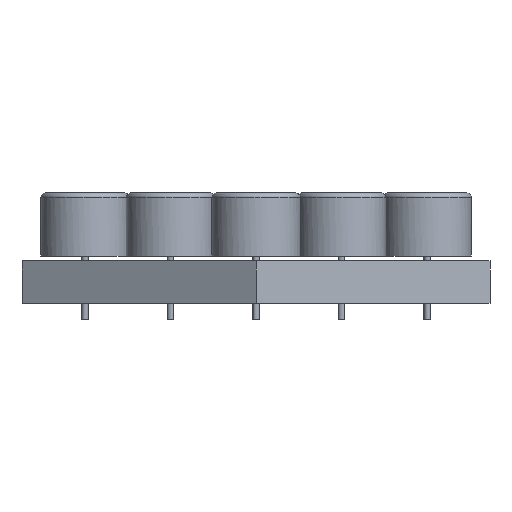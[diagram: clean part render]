
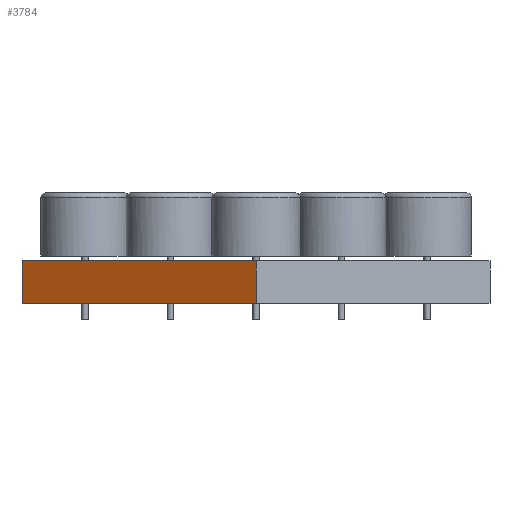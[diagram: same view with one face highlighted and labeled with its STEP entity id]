
A CAD part, front view. The second image highlights one B-rep face of the part: STEP entity #3784.
In plain terms, the highlighted planar face has unit normal (-0.5, -0.866, 0).
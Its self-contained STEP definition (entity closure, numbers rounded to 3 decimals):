
#1052 = PLANE('',#1053);
#1053 = AXIS2_PLACEMENT_3D('',#1054,#1055,#1056);
#1054 = CARTESIAN_POINT('',(140.,-77.,4.69));
#1055 = DIRECTION('',(0.,0.,1.));
#1056 = DIRECTION('',(1.,0.,-0.));
#1080 = PLANE('',#1081);
#1081 = AXIS2_PLACEMENT_3D('',#1082,#1083,#1084);
#1082 = CARTESIAN_POINT('',(114.019,-62.,0.));
#1083 = DIRECTION('',(1.,0.,-0.));
#1084 = DIRECTION('',(0.,-1.,0.));
#1106 = PLANE('',#1107);
#1107 = AXIS2_PLACEMENT_3D('',#1108,#1109,#1110);
#1108 = CARTESIAN_POINT('',(140.,-77.,0.));
#1109 = DIRECTION('',(0.,0.,1.));
#1110 = DIRECTION('',(1.,0.,-0.));
#1199 = VERTEX_POINT('',#1200);
#1200 = CARTESIAN_POINT('',(114.019,-92.,4.69));
#1221 = EDGE_CURVE('',#1222,#1199,#1224,.T.);
#1222 = VERTEX_POINT('',#1223);
#1223 = CARTESIAN_POINT('',(114.019,-92.,0.));
#1224 = SURFACE_CURVE('',#1225,(#1229,#1236),.PCURVE_S1.);
#1225 = LINE('',#1226,#1227);
#1226 = CARTESIAN_POINT('',(114.019,-92.,0.));
#1227 = VECTOR('',#1228,1.);
#1228 = DIRECTION('',(0.,0.,1.));
#1229 = PCURVE('',#1080,#1230);
#1230 = DEFINITIONAL_REPRESENTATION('',(#1231),#1235);
#1231 = LINE('',#1232,#1233);
#1232 = CARTESIAN_POINT('',(30.,0.));
#1233 = VECTOR('',#1234,1.);
#1234 = DIRECTION('',(0.,-1.));
#1235 = ( GEOMETRIC_REPRESENTATION_CONTEXT(2) 
PARAMETRIC_REPRESENTATION_CONTEXT() REPRESENTATION_CONTEXT('2D SPACE',''
  ) );
#1236 = PCURVE('',#1237,#1242);
#1237 = PLANE('',#1238);
#1238 = AXIS2_PLACEMENT_3D('',#1239,#1240,#1241);
#1239 = CARTESIAN_POINT('',(114.019,-92.,0.));
#1240 = DIRECTION('',(0.5,0.866,-0.));
#1241 = DIRECTION('',(0.866,-0.5,0.));
#1242 = DEFINITIONAL_REPRESENTATION('',(#1243),#1247);
#1243 = LINE('',#1244,#1245);
#1244 = CARTESIAN_POINT('',(0.,0.));
#1245 = VECTOR('',#1246,1.);
#1246 = DIRECTION('',(0.,-1.));
#1247 = ( GEOMETRIC_REPRESENTATION_CONTEXT(2) 
PARAMETRIC_REPRESENTATION_CONTEXT() REPRESENTATION_CONTEXT('2D SPACE',''
  ) );
#1275 = EDGE_CURVE('',#1222,#1276,#1278,.T.);
#1276 = VERTEX_POINT('',#1277);
#1277 = CARTESIAN_POINT('',(140.,-107.,0.));
#1278 = SURFACE_CURVE('',#1279,(#1283,#1290),.PCURVE_S1.);
#1279 = LINE('',#1280,#1281);
#1280 = CARTESIAN_POINT('',(114.019,-92.,0.));
#1281 = VECTOR('',#1282,1.);
#1282 = DIRECTION('',(0.866,-0.5,0.));
#1283 = PCURVE('',#1106,#1284);
#1284 = DEFINITIONAL_REPRESENTATION('',(#1285),#1289);
#1285 = LINE('',#1286,#1287);
#1286 = CARTESIAN_POINT('',(-25.981,-15.));
#1287 = VECTOR('',#1288,1.);
#1288 = DIRECTION('',(0.866,-0.5));
#1289 = ( GEOMETRIC_REPRESENTATION_CONTEXT(2) 
PARAMETRIC_REPRESENTATION_CONTEXT() REPRESENTATION_CONTEXT('2D SPACE',''
  ) );
#1290 = PCURVE('',#1237,#1291);
#1291 = DEFINITIONAL_REPRESENTATION('',(#1292),#1296);
#1292 = LINE('',#1293,#1294);
#1293 = CARTESIAN_POINT('',(0.,0.));
#1294 = VECTOR('',#1295,1.);
#1295 = DIRECTION('',(1.,0.));
#1296 = ( GEOMETRIC_REPRESENTATION_CONTEXT(2) 
PARAMETRIC_REPRESENTATION_CONTEXT() REPRESENTATION_CONTEXT('2D SPACE',''
  ) );
#1314 = PLANE('',#1315);
#1315 = AXIS2_PLACEMENT_3D('',#1316,#1317,#1318);
#1316 = CARTESIAN_POINT('',(140.,-107.,0.));
#1317 = DIRECTION('',(-0.5,0.866,0.));
#1318 = DIRECTION('',(0.866,0.5,0.));
#2624 = EDGE_CURVE('',#1199,#2625,#2627,.T.);
#2625 = VERTEX_POINT('',#2626);
#2626 = CARTESIAN_POINT('',(140.,-107.,4.69));
#2627 = SURFACE_CURVE('',#2628,(#2632,#2639),.PCURVE_S1.);
#2628 = LINE('',#2629,#2630);
#2629 = CARTESIAN_POINT('',(114.019,-92.,4.69));
#2630 = VECTOR('',#2631,1.);
#2631 = DIRECTION('',(0.866,-0.5,0.));
#2632 = PCURVE('',#1052,#2633);
#2633 = DEFINITIONAL_REPRESENTATION('',(#2634),#2638);
#2634 = LINE('',#2635,#2636);
#2635 = CARTESIAN_POINT('',(-25.981,-15.));
#2636 = VECTOR('',#2637,1.);
#2637 = DIRECTION('',(0.866,-0.5));
#2638 = ( GEOMETRIC_REPRESENTATION_CONTEXT(2) 
PARAMETRIC_REPRESENTATION_CONTEXT() REPRESENTATION_CONTEXT('2D SPACE',''
  ) );
#2639 = PCURVE('',#1237,#2640);
#2640 = DEFINITIONAL_REPRESENTATION('',(#2641),#2645);
#2641 = LINE('',#2642,#2643);
#2642 = CARTESIAN_POINT('',(0.,-4.69));
#2643 = VECTOR('',#2644,1.);
#2644 = DIRECTION('',(1.,0.));
#2645 = ( GEOMETRIC_REPRESENTATION_CONTEXT(2) 
PARAMETRIC_REPRESENTATION_CONTEXT() REPRESENTATION_CONTEXT('2D SPACE',''
  ) );
#3784 = ADVANCED_FACE('',(#3785),#1237,.F.);
#3785 = FACE_BOUND('',#3786,.F.);
#3786 = EDGE_LOOP('',(#3787,#3788,#3789,#3810));
#3787 = ORIENTED_EDGE('',*,*,#1221,.T.);
#3788 = ORIENTED_EDGE('',*,*,#2624,.T.);
#3789 = ORIENTED_EDGE('',*,*,#3790,.F.);
#3790 = EDGE_CURVE('',#1276,#2625,#3791,.T.);
#3791 = SURFACE_CURVE('',#3792,(#3796,#3803),.PCURVE_S1.);
#3792 = LINE('',#3793,#3794);
#3793 = CARTESIAN_POINT('',(140.,-107.,0.));
#3794 = VECTOR('',#3795,1.);
#3795 = DIRECTION('',(0.,0.,1.));
#3796 = PCURVE('',#1237,#3797);
#3797 = DEFINITIONAL_REPRESENTATION('',(#3798),#3802);
#3798 = LINE('',#3799,#3800);
#3799 = CARTESIAN_POINT('',(30.,0.));
#3800 = VECTOR('',#3801,1.);
#3801 = DIRECTION('',(0.,-1.));
#3802 = ( GEOMETRIC_REPRESENTATION_CONTEXT(2) 
PARAMETRIC_REPRESENTATION_CONTEXT() REPRESENTATION_CONTEXT('2D SPACE',''
  ) );
#3803 = PCURVE('',#1314,#3804);
#3804 = DEFINITIONAL_REPRESENTATION('',(#3805),#3809);
#3805 = LINE('',#3806,#3807);
#3806 = CARTESIAN_POINT('',(0.,0.));
#3807 = VECTOR('',#3808,1.);
#3808 = DIRECTION('',(0.,-1.));
#3809 = ( GEOMETRIC_REPRESENTATION_CONTEXT(2) 
PARAMETRIC_REPRESENTATION_CONTEXT() REPRESENTATION_CONTEXT('2D SPACE',''
  ) );
#3810 = ORIENTED_EDGE('',*,*,#1275,.F.);
